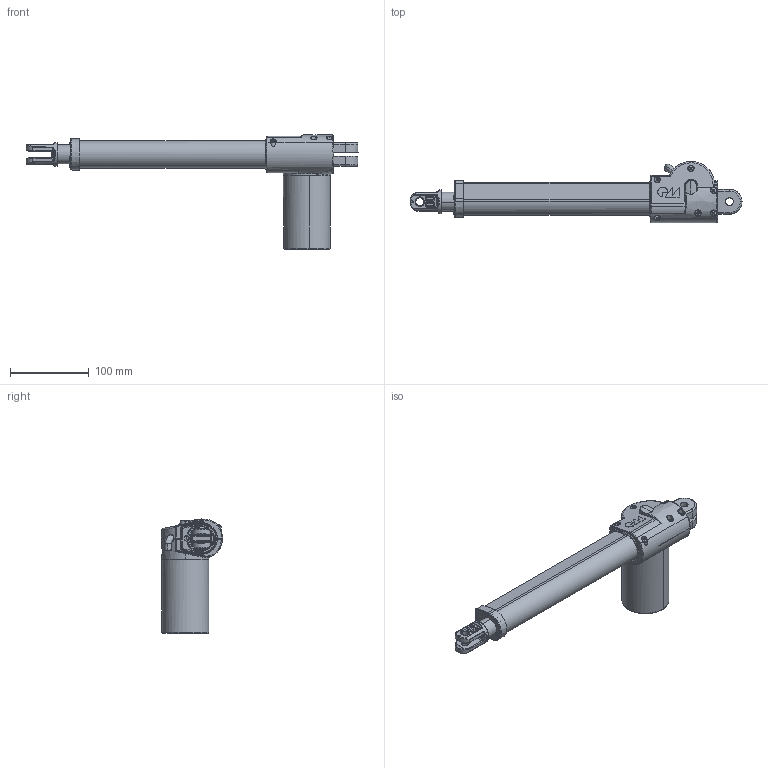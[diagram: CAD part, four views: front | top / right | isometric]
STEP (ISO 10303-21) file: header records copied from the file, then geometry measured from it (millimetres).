
FILE_DESCRIPTION (( 'STEP AP203' ), '1' );
FILE_NAME ('19M-1.STEP', '2019-08-21T01:33:25', ( '' ), ( '' ), 'SwSTEP 2.0', 'SolidWorks 2018', '' );
FILE_SCHEMA (( 'CONFIG_CONTROL_DESIGN' ));
Length unit declared in the file: millimetre
Products named in the file (1): 19M-1
Bounding box: 422.96 x 77.8 x 145.28 mm (x, y, z)
Volume: 530152 mm3; surface area: 232655 mm2
Topology: 1 solids, 82 shells, 5173 faces, 13315 edges, 8026 vertices
Faces by surface type: plane 1630, cylinder 1442, bspline 1200, cone 483, sphere 249, torus 169
Entity records: 257093 total; most frequent: CARTESIAN_POINT 145454, ORIENTED_EDGE 25920, DIRECTION 19719, EDGE_CURVE 12960, VERTEX_POINT 7966, AXIS2_PLACEMENT_3D 7322, EDGE_LOOP 5386, ADVANCED_FACE 5172
